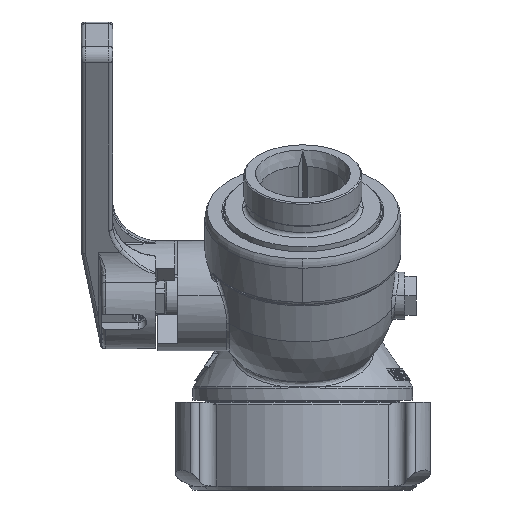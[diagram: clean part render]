
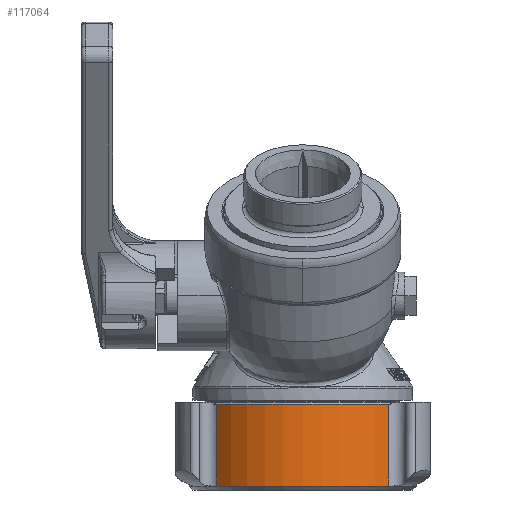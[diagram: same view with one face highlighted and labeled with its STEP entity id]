
A CAD part, left-side view. The second image highlights one B-rep face of the part: STEP entity #117064.
In plain terms, the highlighted cylindrical face has radius 46.038 mm (diameter 92.075 mm), a partial arc.
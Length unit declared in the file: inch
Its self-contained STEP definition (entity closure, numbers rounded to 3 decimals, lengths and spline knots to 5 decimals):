
#112665=CARTESIAN_POINT('',(0.,0.,-2.60958));
#112666=DIRECTION('',(0.,0.,-1.));
#112667=DIRECTION('',(-0.656,-0.755,0.));
#112668=AXIS2_PLACEMENT_3D('',#112665,#112666,#112667);
#112716=DIRECTION('',(0.,0.,-1.));
#112717=VECTOR('',#112716,1.3065);
#112718=CARTESIAN_POINT('',(-1.18882,-1.36816,
-1.30308));
#112719=LINE('',#112718,#112717);
#112720=DIRECTION('',(0.,0.,-1.));
#112721=VECTOR('',#112720,1.3065);
#112722=CARTESIAN_POINT('',(-1.18882,1.36816,
-1.30308));
#112723=LINE('',#112722,#112721);
#113135=CARTESIAN_POINT('',(0.,0.,-1.30308));
#113136=DIRECTION('',(0.,0.,-1.));
#113137=DIRECTION('',(-0.656,-0.755,0.));
#113138=AXIS2_PLACEMENT_3D('',#113135,#113136,#113137);
#113258=CARTESIAN_POINT('',(-1.18882,1.36816,
-2.60958));
#113260=CARTESIAN_POINT('',(-1.18882,-1.36816,
-2.60958));
#114838=CARTESIAN_POINT('',(-1.18882,-1.36816,
-1.30308));
#114840=VERTEX_POINT('',#114838);
#114841=CARTESIAN_POINT('',(-1.18882,1.36816,
-1.30308));
#114842=VERTEX_POINT('',#114841);
#114902=VERTEX_POINT('',#113260);
#114904=VERTEX_POINT('',#113258);
#117050=CARTESIAN_POINT('',(0.,0.,-1.27208));
#117051=DIRECTION('',(0.,0.,-1.));
#117052=DIRECTION('',(-0.5,0.866,0.));
#117053=AXIS2_PLACEMENT_3D('',#117050,#117051,#117052);
#117054=CYLINDRICAL_SURFACE('',#117053,1.8125);
#117056=ORIENTED_EDGE('',*,*,#117055,.T.);
#117057=ORIENTED_EDGE('',*,*,#117001,.T.);
#117059=ORIENTED_EDGE('',*,*,#117058,.F.);
#117061=ORIENTED_EDGE('',*,*,#117060,.F.);
#117062=EDGE_LOOP('',(#117056,#117057,#117059,#117061));
#117063=FACE_OUTER_BOUND('',#117062,.F.);
#112669=CIRCLE('',#112668,1.8125);
#113139=CIRCLE('',#113138,1.8125);
#117001=EDGE_CURVE('',#114902,#114904,#112669,.T.);
#117055=EDGE_CURVE('',#114840,#114902,#112719,.T.);
#117058=EDGE_CURVE('',#114842,#114904,#112723,.T.);
#117060=EDGE_CURVE('',#114840,#114842,#113139,.T.);
#117064=ADVANCED_FACE('',(#117063),#117054,.T.);
